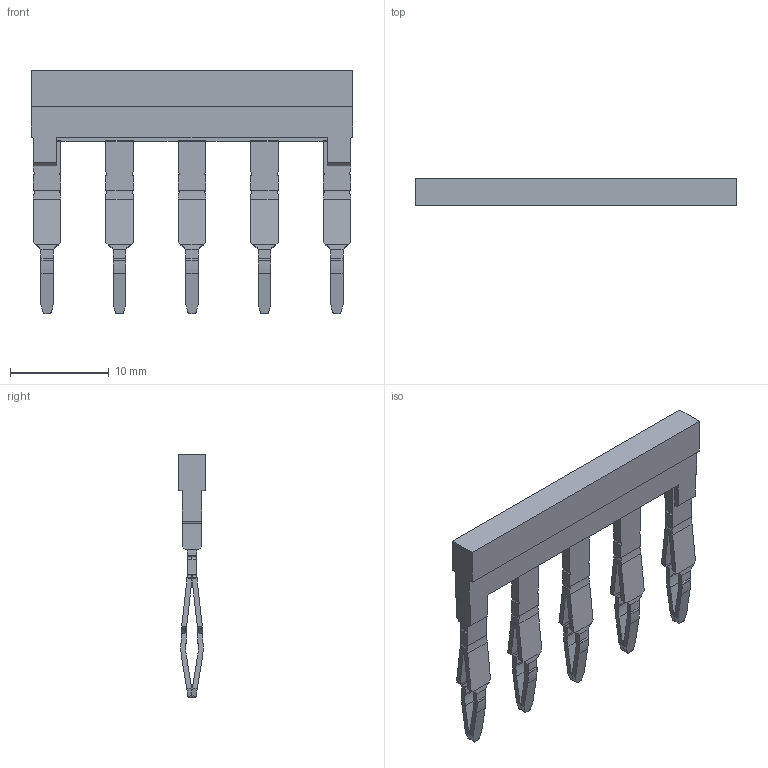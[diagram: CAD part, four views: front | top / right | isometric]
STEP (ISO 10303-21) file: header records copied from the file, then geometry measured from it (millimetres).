
FILE_DESCRIPTION(('CATIA V5 STEP Exchange','CAx-IF Rec.Pracs.--- Model Styling and Organization---1.4--- 2014-01-23'),'2;1');
FILE_NAME ('1175003-3_0_2709740000_2709740000.stp','2020-10-21T08:10:48+00:00',('none'),('Weidmueller'),'CATIA Version 5-6 Release 2016 SP3 HF44','CATIA V5 STEP AP214','none');
FILE_SCHEMA(('AUTOMOTIVE_DESIGN { 1 0 10303 214 1 1 1 1 }'));
Length unit declared in the file: millimetre
Products named in the file (1): 2709740000
Bounding box: 32.6 x 2.8 x 24.72 mm (x, y, z)
Volume: 813.7 mm3; surface area: 2105 mm2
Topology: 2 solids, 2 shells, 545 faces, 1523 edges, 964 vertices
Faces by surface type: plane 353, cylinder 132, bspline 60
Entity records: 17497 total; most frequent: CARTESIAN_POINT 5001, ORIENTED_EDGE 3046, DIRECTION 1835, EDGE_CURVE 1523, VECTOR 1019, LINE 1019, VERTEX_POINT 964, EDGE_LOOP 563
